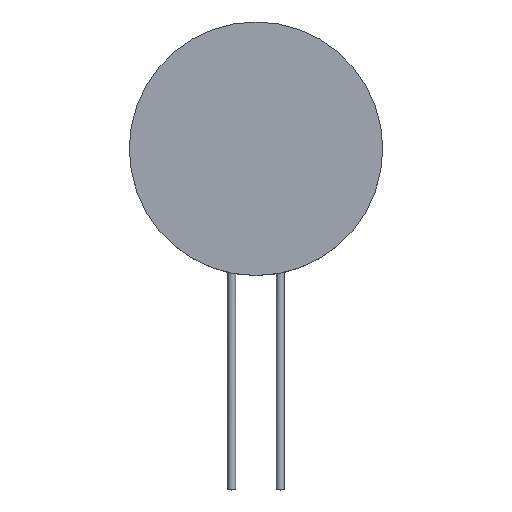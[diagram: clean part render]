
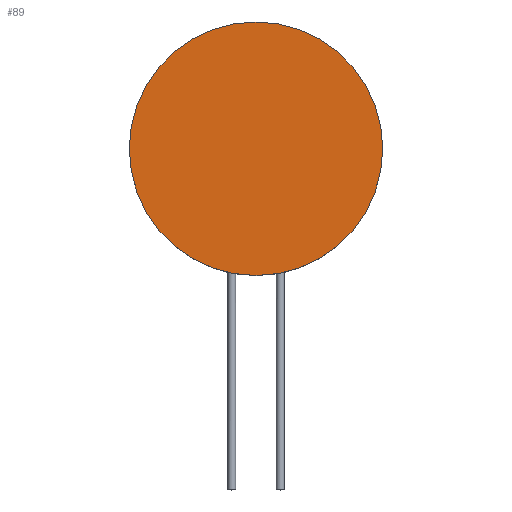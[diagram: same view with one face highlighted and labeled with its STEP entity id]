
A CAD part, top view. The second image highlights one B-rep face of the part: STEP entity #89.
In plain terms, the highlighted planar face has unit normal (0, 0, 1).
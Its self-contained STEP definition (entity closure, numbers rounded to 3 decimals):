
#4 = CIRCLE ( 'NONE', #132, 13. ) ;
#6 = EDGE_LOOP ( 'NONE', ( #346, #15 ) ) ;
#15 = ORIENTED_EDGE ( 'NONE', *, *, #350, .T. ) ;
#45 = DIRECTION ( 'NONE',  ( 1., 0., 0. ) ) ;
#79 = PLANE ( 'NONE',  #184 ) ;
#85 = CIRCLE ( 'NONE', #197, 13. ) ;
#89 = ADVANCED_FACE ( 'NONE', ( #327 ), #79, .T. ) ;
#101 = VERTEX_POINT ( 'NONE', #324 ) ;
#111 = CARTESIAN_POINT ( 'NONE',  ( 13., 0., 2.5 ) ) ;
#118 = EDGE_CURVE ( 'NONE', #101, #256, #85, .T. ) ;
#132 = AXIS2_PLACEMENT_3D ( 'NONE', #192, #303, #249 ) ;
#135 = CARTESIAN_POINT ( 'NONE',  ( 0., 0., 2.5 ) ) ;
#184 = AXIS2_PLACEMENT_3D ( 'NONE', #135, #208, #356 ) ;
#192 = CARTESIAN_POINT ( 'NONE',  ( 0., 0., 2.5 ) ) ;
#197 = AXIS2_PLACEMENT_3D ( 'NONE', #329, #212, #45 ) ;
#208 = DIRECTION ( 'NONE',  ( 0., 0., 1. ) ) ;
#212 = DIRECTION ( 'NONE',  ( 0., 0., 1. ) ) ;
#249 = DIRECTION ( 'NONE',  ( 1., 0., 0. ) ) ;
#256 = VERTEX_POINT ( 'NONE', #111 ) ;
#303 = DIRECTION ( 'NONE',  ( 0., 0., 1. ) ) ;
#324 = CARTESIAN_POINT ( 'NONE',  ( -13., 0., 2.5 ) ) ;
#327 = FACE_OUTER_BOUND ( 'NONE', #6, .T. ) ;
#329 = CARTESIAN_POINT ( 'NONE',  ( 0., 0., 2.5 ) ) ;
#346 = ORIENTED_EDGE ( 'NONE', *, *, #118, .T. ) ;
#350 = EDGE_CURVE ( 'NONE', #256, #101, #4, .T. ) ;
#356 = DIRECTION ( 'NONE',  ( 1., 0., 0. ) ) ;
